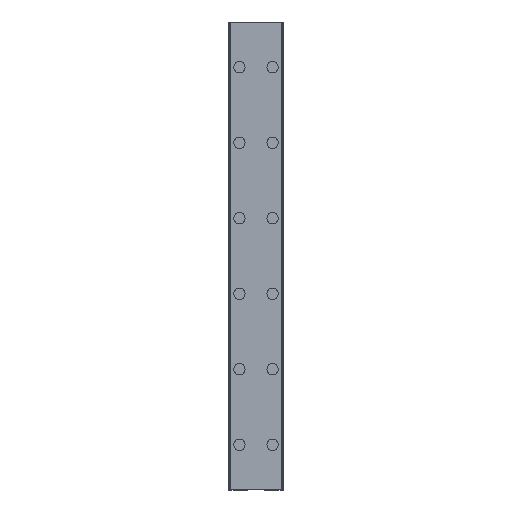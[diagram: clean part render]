
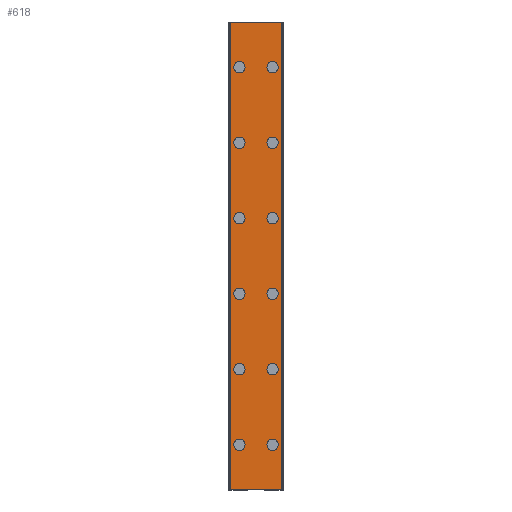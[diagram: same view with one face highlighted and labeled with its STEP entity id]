
A CAD part, top view. The second image highlights one B-rep face of the part: STEP entity #618.
In plain terms, the highlighted planar face has unit normal (0, 0, 1).
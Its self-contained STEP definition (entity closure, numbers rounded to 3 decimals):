
#618=ADVANCED_FACE('',(#1271,#1272,#1273,#1274,#1275,#1276,#1277,#1278,#1279,#1280,#1281,#1282,#1283),#1284,.T.);
#1271=FACE_BOUND('',#1952,.T.);
#1272=FACE_BOUND('',#1953,.T.);
#1273=FACE_BOUND('',#1954,.T.);
#1274=FACE_BOUND('',#1955,.T.);
#1275=FACE_BOUND('',#1956,.T.);
#1276=FACE_BOUND('',#1957,.T.);
#1277=FACE_BOUND('',#1958,.T.);
#1278=FACE_BOUND('',#1959,.T.);
#1279=FACE_BOUND('',#1960,.T.);
#1280=FACE_BOUND('',#1961,.T.);
#1281=FACE_BOUND('',#1962,.T.);
#1282=FACE_BOUND('',#1963,.T.);
#1283=FACE_OUTER_BOUND('',#1964,.T.);
#1284=PLANE('',#1965);
#1952=EDGE_LOOP('',(#3694,#3695));
#1953=EDGE_LOOP('',(#3696,#3697));
#1954=EDGE_LOOP('',(#3698,#3699));
#1955=EDGE_LOOP('',(#3700,#3701));
#1956=EDGE_LOOP('',(#3702,#3703));
#1957=EDGE_LOOP('',(#3704,#3705));
#1958=EDGE_LOOP('',(#3706,#3707));
#1959=EDGE_LOOP('',(#3708,#3709));
#1960=EDGE_LOOP('',(#3710,#3711));
#1961=EDGE_LOOP('',(#3712,#3713));
#1962=EDGE_LOOP('',(#3714,#3715));
#1963=EDGE_LOOP('',(#3716,#3717));
#1964=EDGE_LOOP('',(#3718,#3719,#3720,#3721));
#1965=AXIS2_PLACEMENT_3D('',#3722,#3723,#3724);
#3694=ORIENTED_EDGE('',*,*,#4007,.T.);
#3695=ORIENTED_EDGE('',*,*,#4461,.T.);
#3696=ORIENTED_EDGE('',*,*,#3997,.T.);
#3697=ORIENTED_EDGE('',*,*,#4467,.T.);
#3698=ORIENTED_EDGE('',*,*,#3987,.T.);
#3699=ORIENTED_EDGE('',*,*,#4473,.T.);
#3700=ORIENTED_EDGE('',*,*,#3977,.T.);
#3701=ORIENTED_EDGE('',*,*,#4479,.T.);
#3702=ORIENTED_EDGE('',*,*,#3967,.T.);
#3703=ORIENTED_EDGE('',*,*,#4485,.T.);
#3704=ORIENTED_EDGE('',*,*,#3957,.T.);
#3705=ORIENTED_EDGE('',*,*,#4491,.T.);
#3706=ORIENTED_EDGE('',*,*,#3947,.T.);
#3707=ORIENTED_EDGE('',*,*,#4497,.T.);
#3708=ORIENTED_EDGE('',*,*,#3937,.T.);
#3709=ORIENTED_EDGE('',*,*,#4503,.T.);
#3710=ORIENTED_EDGE('',*,*,#3927,.T.);
#3711=ORIENTED_EDGE('',*,*,#4509,.T.);
#3712=ORIENTED_EDGE('',*,*,#3917,.T.);
#3713=ORIENTED_EDGE('',*,*,#4515,.T.);
#3714=ORIENTED_EDGE('',*,*,#3907,.T.);
#3715=ORIENTED_EDGE('',*,*,#4521,.T.);
#3716=ORIENTED_EDGE('',*,*,#3897,.T.);
#3717=ORIENTED_EDGE('',*,*,#4527,.T.);
#3718=ORIENTED_EDGE('',*,*,#4442,.T.);
#3719=ORIENTED_EDGE('',*,*,#4570,.F.);
#3720=ORIENTED_EDGE('',*,*,#4316,.F.);
#3721=ORIENTED_EDGE('',*,*,#4568,.T.);
#3722=CARTESIAN_POINT('',(0.,310.0,11.));
#3723=DIRECTION('',(0.0,0.0,1.0));
#3724=DIRECTION('',(-1.0,0.0,-0.0));
#3897=EDGE_CURVE('',#4622,#4619,#4623,.T.);
#3907=EDGE_CURVE('',#4640,#4637,#4641,.T.);
#3917=EDGE_CURVE('',#4658,#4655,#4659,.T.);
#3927=EDGE_CURVE('',#4676,#4673,#4677,.T.);
#3937=EDGE_CURVE('',#4694,#4691,#4695,.T.);
#3947=EDGE_CURVE('',#4712,#4709,#4713,.T.);
#3957=EDGE_CURVE('',#4730,#4727,#4731,.T.);
#3967=EDGE_CURVE('',#4748,#4745,#4749,.T.);
#3977=EDGE_CURVE('',#4766,#4763,#4767,.T.);
#3987=EDGE_CURVE('',#4784,#4781,#4785,.T.);
#3997=EDGE_CURVE('',#4802,#4799,#4803,.T.);
#4007=EDGE_CURVE('',#4820,#4817,#4821,.T.);
#4316=EDGE_CURVE('',#5273,#5275,#5276,.T.);
#4442=EDGE_CURVE('',#5482,#5480,#5483,.T.);
#4461=EDGE_CURVE('',#4817,#4820,#5518,.T.);
#4467=EDGE_CURVE('',#4799,#4802,#5524,.T.);
#4473=EDGE_CURVE('',#4781,#4784,#5530,.T.);
#4479=EDGE_CURVE('',#4763,#4766,#5536,.T.);
#4485=EDGE_CURVE('',#4745,#4748,#5542,.T.);
#4491=EDGE_CURVE('',#4727,#4730,#5548,.T.);
#4497=EDGE_CURVE('',#4709,#4712,#5554,.T.);
#4503=EDGE_CURVE('',#4691,#4694,#5560,.T.);
#4509=EDGE_CURVE('',#4673,#4676,#5566,.T.);
#4515=EDGE_CURVE('',#4655,#4658,#5572,.T.);
#4521=EDGE_CURVE('',#4637,#4640,#5578,.T.);
#4527=EDGE_CURVE('',#4619,#4622,#5584,.T.);
#4568=EDGE_CURVE('',#5273,#5482,#5625,.T.);
#4570=EDGE_CURVE('',#5275,#5480,#5627,.T.);
#4619=VERTEX_POINT('',#5678);
#4622=VERTEX_POINT('',#5682);
#4623=CIRCLE('',#5683,3.75);
#4637=VERTEX_POINT('',#5700);
#4640=VERTEX_POINT('',#5704);
#4641=CIRCLE('',#5705,3.75);
#4655=VERTEX_POINT('',#5722);
#4658=VERTEX_POINT('',#5726);
#4659=CIRCLE('',#5727,3.75);
#4673=VERTEX_POINT('',#5744);
#4676=VERTEX_POINT('',#5748);
#4677=CIRCLE('',#5749,3.75);
#4691=VERTEX_POINT('',#5766);
#4694=VERTEX_POINT('',#5770);
#4695=CIRCLE('',#5771,3.75);
#4709=VERTEX_POINT('',#5788);
#4712=VERTEX_POINT('',#5792);
#4713=CIRCLE('',#5793,3.75);
#4727=VERTEX_POINT('',#5810);
#4730=VERTEX_POINT('',#5814);
#4731=CIRCLE('',#5815,3.75);
#4745=VERTEX_POINT('',#5832);
#4748=VERTEX_POINT('',#5836);
#4749=CIRCLE('',#5837,3.75);
#4763=VERTEX_POINT('',#5854);
#4766=VERTEX_POINT('',#5858);
#4767=CIRCLE('',#5859,3.75);
#4781=VERTEX_POINT('',#5876);
#4784=VERTEX_POINT('',#5880);
#4785=CIRCLE('',#5881,3.75);
#4799=VERTEX_POINT('',#5898);
#4802=VERTEX_POINT('',#5902);
#4803=CIRCLE('',#5903,3.75);
#4817=VERTEX_POINT('',#5920);
#4820=VERTEX_POINT('',#5924);
#4821=CIRCLE('',#5925,3.75);
#5273=VERTEX_POINT('',#6525);
#5275=VERTEX_POINT('',#6528);
#5276=LINE('',#6529,#6530);
#5480=VERTEX_POINT('',#6816);
#5482=VERTEX_POINT('',#6819);
#5483=LINE('',#6820,#6821);
#5518=CIRCLE('',#6864,3.75);
#5524=CIRCLE('',#6870,3.75);
#5530=CIRCLE('',#6876,3.75);
#5536=CIRCLE('',#6882,3.75);
#5542=CIRCLE('',#6888,3.75);
#5548=CIRCLE('',#6894,3.75);
#5554=CIRCLE('',#6900,3.75);
#5560=CIRCLE('',#6906,3.75);
#5566=CIRCLE('',#6912,3.75);
#5572=CIRCLE('',#6918,3.75);
#5578=CIRCLE('',#6924,3.75);
#5584=CIRCLE('',#6930,3.75);
#5625=LINE('',#6989,#6990);
#5627=LINE('',#6992,#6993);
#5678=CARTESIAN_POINT('',(-7.25,30.0,11.));
#5682=CARTESIAN_POINT('',(-14.75,30.0,11.));
#5683=AXIS2_PLACEMENT_3D('',#7059,#7060,#7061);
#5700=CARTESIAN_POINT('',(-7.25,80.0,11.));
#5704=CARTESIAN_POINT('',(-14.75,80.0,11.));
#5705=AXIS2_PLACEMENT_3D('',#7075,#7076,#7077);
#5722=CARTESIAN_POINT('',(-7.25,130.0,11.));
#5726=CARTESIAN_POINT('',(-14.75,130.0,11.));
#5727=AXIS2_PLACEMENT_3D('',#7091,#7092,#7093);
#5744=CARTESIAN_POINT('',(-7.25,180.0,11.));
#5748=CARTESIAN_POINT('',(-14.75,180.0,11.));
#5749=AXIS2_PLACEMENT_3D('',#7107,#7108,#7109);
#5766=CARTESIAN_POINT('',(-7.25,230.0,11.));
#5770=CARTESIAN_POINT('',(-14.75,230.0,11.));
#5771=AXIS2_PLACEMENT_3D('',#7123,#7124,#7125);
#5788=CARTESIAN_POINT('',(-7.25,280.0,11.));
#5792=CARTESIAN_POINT('',(-14.75,280.0,11.));
#5793=AXIS2_PLACEMENT_3D('',#7139,#7140,#7141);
#5810=CARTESIAN_POINT('',(14.75,30.0,11.));
#5814=CARTESIAN_POINT('',(7.25,30.0,11.));
#5815=AXIS2_PLACEMENT_3D('',#7155,#7156,#7157);
#5832=CARTESIAN_POINT('',(14.75,80.0,11.));
#5836=CARTESIAN_POINT('',(7.25,80.0,11.));
#5837=AXIS2_PLACEMENT_3D('',#7171,#7172,#7173);
#5854=CARTESIAN_POINT('',(14.75,130.0,11.));
#5858=CARTESIAN_POINT('',(7.25,130.0,11.));
#5859=AXIS2_PLACEMENT_3D('',#7187,#7188,#7189);
#5876=CARTESIAN_POINT('',(14.75,180.0,11.));
#5880=CARTESIAN_POINT('',(7.25,180.0,11.));
#5881=AXIS2_PLACEMENT_3D('',#7203,#7204,#7205);
#5898=CARTESIAN_POINT('',(14.75,230.0,11.));
#5902=CARTESIAN_POINT('',(7.25,230.0,11.));
#5903=AXIS2_PLACEMENT_3D('',#7219,#7220,#7221);
#5920=CARTESIAN_POINT('',(14.75,280.0,11.));
#5924=CARTESIAN_POINT('',(7.25,280.0,11.));
#5925=AXIS2_PLACEMENT_3D('',#7235,#7236,#7237);
#6525=CARTESIAN_POINT('',(-17.061,310.0,11.));
#6528=CARTESIAN_POINT('',(17.061,310.0,11.));
#6529=CARTESIAN_POINT('',(-17.061,310.0,11.));
#6530=VECTOR('',#7597,1.0);
#6816=CARTESIAN_POINT('',(17.061,0.0,11.));
#6819=CARTESIAN_POINT('',(-17.061,0.0,11.));
#6820=CARTESIAN_POINT('',(-17.061,0.0,11.));
#6821=VECTOR('',#7735,1.0);
#6864=AXIS2_PLACEMENT_3D('',#7771,#7772,#7773);
#6870=AXIS2_PLACEMENT_3D('',#7780,#7781,#7782);
#6876=AXIS2_PLACEMENT_3D('',#7789,#7790,#7791);
#6882=AXIS2_PLACEMENT_3D('',#7798,#7799,#7800);
#6888=AXIS2_PLACEMENT_3D('',#7807,#7808,#7809);
#6894=AXIS2_PLACEMENT_3D('',#7816,#7817,#7818);
#6900=AXIS2_PLACEMENT_3D('',#7825,#7826,#7827);
#6906=AXIS2_PLACEMENT_3D('',#7834,#7835,#7836);
#6912=AXIS2_PLACEMENT_3D('',#7843,#7844,#7845);
#6918=AXIS2_PLACEMENT_3D('',#7852,#7853,#7854);
#6924=AXIS2_PLACEMENT_3D('',#7861,#7862,#7863);
#6930=AXIS2_PLACEMENT_3D('',#7870,#7871,#7872);
#6989=CARTESIAN_POINT('',(-17.061,310.0,11.));
#6990=VECTOR('',#7897,1.0);
#6992=CARTESIAN_POINT('',(17.061,310.0,11.));
#6993=VECTOR('',#7898,1.0);
#7059=CARTESIAN_POINT('',(-11.0,30.0,11.));
#7060=DIRECTION('',(0.0,0.0,-1.0));
#7061=DIRECTION('',(1.0,0.0,0.0));
#7075=CARTESIAN_POINT('',(-11.0,80.0,11.));
#7076=DIRECTION('',(0.0,0.0,-1.0));
#7077=DIRECTION('',(1.0,0.0,0.0));
#7091=CARTESIAN_POINT('',(-11.0,130.0,11.));
#7092=DIRECTION('',(0.0,0.0,-1.0));
#7093=DIRECTION('',(1.0,0.0,0.0));
#7107=CARTESIAN_POINT('',(-11.0,180.0,11.));
#7108=DIRECTION('',(0.0,0.0,-1.0));
#7109=DIRECTION('',(1.0,0.0,0.0));
#7123=CARTESIAN_POINT('',(-11.0,230.0,11.));
#7124=DIRECTION('',(0.0,0.0,-1.0));
#7125=DIRECTION('',(1.0,0.0,0.0));
#7139=CARTESIAN_POINT('',(-11.0,280.0,11.));
#7140=DIRECTION('',(0.0,0.0,-1.0));
#7141=DIRECTION('',(1.0,0.0,0.0));
#7155=CARTESIAN_POINT('',(11.0,30.0,11.));
#7156=DIRECTION('',(0.0,0.0,-1.0));
#7157=DIRECTION('',(1.0,0.0,0.0));
#7171=CARTESIAN_POINT('',(11.0,80.0,11.));
#7172=DIRECTION('',(0.0,0.0,-1.0));
#7173=DIRECTION('',(1.0,0.0,0.0));
#7187=CARTESIAN_POINT('',(11.0,130.0,11.));
#7188=DIRECTION('',(0.0,0.0,-1.0));
#7189=DIRECTION('',(1.0,0.0,0.0));
#7203=CARTESIAN_POINT('',(11.0,180.0,11.));
#7204=DIRECTION('',(0.0,0.0,-1.0));
#7205=DIRECTION('',(1.0,0.0,0.0));
#7219=CARTESIAN_POINT('',(11.0,230.0,11.));
#7220=DIRECTION('',(0.0,0.0,-1.0));
#7221=DIRECTION('',(1.0,0.0,0.0));
#7235=CARTESIAN_POINT('',(11.0,280.0,11.));
#7236=DIRECTION('',(0.0,0.0,-1.0));
#7237=DIRECTION('',(1.0,0.0,0.0));
#7597=DIRECTION('',(1.0,0.0,0.0));
#7735=DIRECTION('',(1.0,0.0,0.0));
#7771=CARTESIAN_POINT('',(11.0,280.0,11.));
#7772=DIRECTION('',(0.0,0.0,-1.0));
#7773=DIRECTION('',(1.0,0.0,0.0));
#7780=CARTESIAN_POINT('',(11.0,230.0,11.));
#7781=DIRECTION('',(0.0,0.0,-1.0));
#7782=DIRECTION('',(1.0,0.0,0.0));
#7789=CARTESIAN_POINT('',(11.0,180.0,11.));
#7790=DIRECTION('',(0.0,0.0,-1.0));
#7791=DIRECTION('',(1.0,0.0,0.0));
#7798=CARTESIAN_POINT('',(11.0,130.0,11.));
#7799=DIRECTION('',(0.0,0.0,-1.0));
#7800=DIRECTION('',(1.0,0.0,0.0));
#7807=CARTESIAN_POINT('',(11.0,80.0,11.));
#7808=DIRECTION('',(0.0,0.0,-1.0));
#7809=DIRECTION('',(1.0,0.0,0.0));
#7816=CARTESIAN_POINT('',(11.0,30.0,11.));
#7817=DIRECTION('',(0.0,0.0,-1.0));
#7818=DIRECTION('',(1.0,0.0,0.0));
#7825=CARTESIAN_POINT('',(-11.0,280.0,11.));
#7826=DIRECTION('',(0.0,0.0,-1.0));
#7827=DIRECTION('',(1.0,0.0,0.0));
#7834=CARTESIAN_POINT('',(-11.0,230.0,11.));
#7835=DIRECTION('',(0.0,0.0,-1.0));
#7836=DIRECTION('',(1.0,0.0,0.0));
#7843=CARTESIAN_POINT('',(-11.0,180.0,11.));
#7844=DIRECTION('',(0.0,0.0,-1.0));
#7845=DIRECTION('',(1.0,0.0,0.0));
#7852=CARTESIAN_POINT('',(-11.0,130.0,11.));
#7853=DIRECTION('',(0.0,0.0,-1.0));
#7854=DIRECTION('',(1.0,0.0,0.0));
#7861=CARTESIAN_POINT('',(-11.0,80.0,11.));
#7862=DIRECTION('',(0.0,0.0,-1.0));
#7863=DIRECTION('',(1.0,0.0,0.0));
#7870=CARTESIAN_POINT('',(-11.0,30.0,11.));
#7871=DIRECTION('',(0.0,0.0,-1.0));
#7872=DIRECTION('',(1.0,0.0,0.0));
#7897=DIRECTION('',(0.0,-1.0,0.0));
#7898=DIRECTION('',(0.0,-1.0,0.0));
